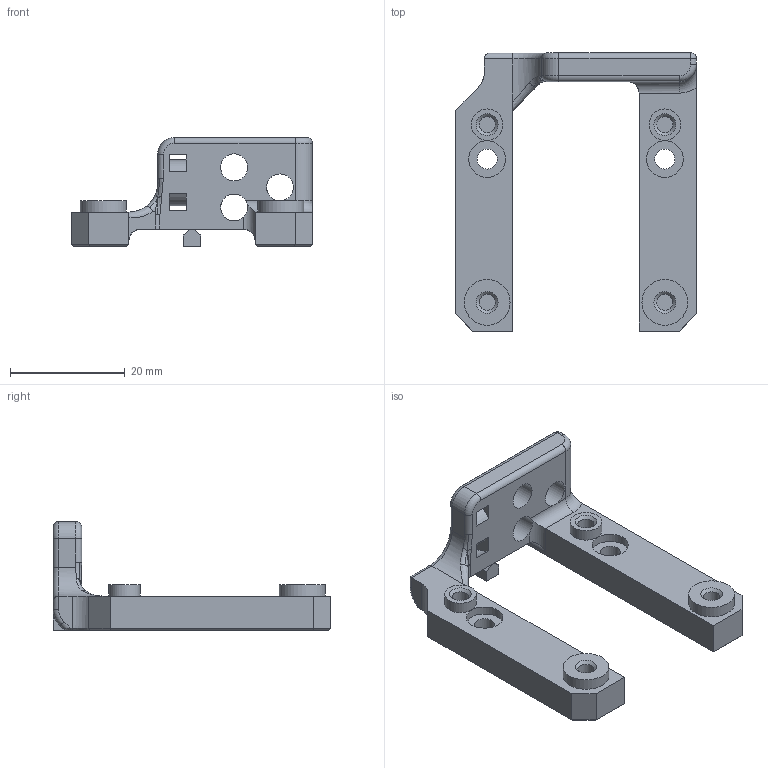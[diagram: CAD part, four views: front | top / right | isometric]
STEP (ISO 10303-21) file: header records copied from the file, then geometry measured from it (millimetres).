
FILE_DESCRIPTION(/* description */ (''),/* implementation_level */ '2;1');
FILE_NAME(/* name */ 'huvud_chain_mount_3_hole.step',/* time_stamp */ '2022-04-11T10:39:50-06:00',/* author */ (''),/* organization */ (''),/* preprocessor_version */ 'ST-DEVELOPER v18.1',/* originating_system */ 'Autodesk Translation Framework v10.13.0.1454',/* authorisation */ '');
FILE_SCHEMA (('AUTOMOTIVE_DESIGN { 1 0 10303 214 3 1 1 }'));
Length unit declared in the file: millimetre
Products named in the file (1): huvud_chain_mount_3_hole
Bounding box: 42 x 48.5 x 19 mm (x, y, z)
Volume: 7256.2 mm3; surface area: 4992.2 mm2
Topology: 2 solids, 2 shells, 121 faces, 286 edges, 177 vertices
Faces by surface type: plane 55, cylinder 39, bspline 13, torus 7, cone 6, sphere 1
Full cylindrical faces by diameter (mm): 2.8 x4, 3.5 x2, 4.7 x3, 5.5 x2, 6.4 x2, 8 x2
Entity records: 4880 total; most frequent: CARTESIAN_POINT 2067, ORIENTED_EDGE 572, DIRECTION 562, EDGE_CURVE 286, AXIS2_PLACEMENT_3D 200, VERTEX_POINT 177, LINE 162, VECTOR 162
